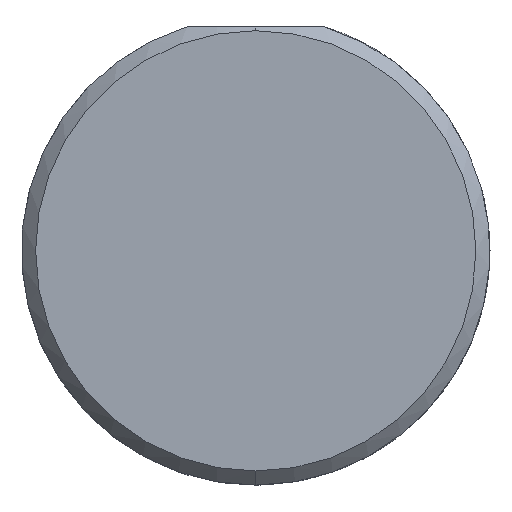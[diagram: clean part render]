
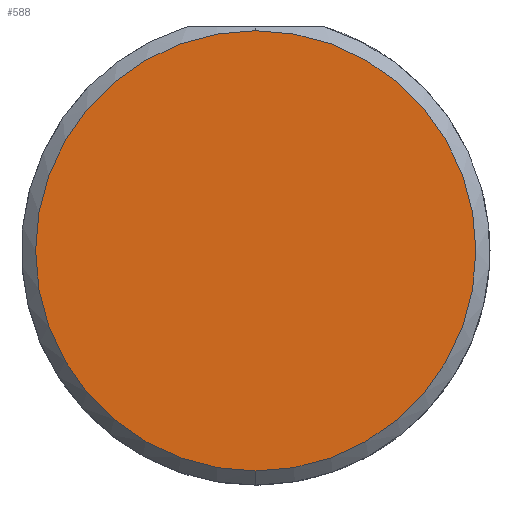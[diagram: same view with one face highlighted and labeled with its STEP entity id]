
A CAD part, left-side view. The second image highlights one B-rep face of the part: STEP entity #588.
In plain terms, the highlighted planar face has unit normal (-1, 0, 0).
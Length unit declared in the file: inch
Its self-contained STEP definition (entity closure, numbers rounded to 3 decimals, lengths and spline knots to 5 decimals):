
#116 = EDGE_CURVE ( 'NONE', #414, #769, #373, .T. ) ;
#167 = CARTESIAN_POINT ( 'NONE',  ( 0., 0., -0.23485 ) ) ;
#206 = CARTESIAN_POINT ( 'NONE',  ( 0., 0., 0.23485 ) ) ;
#219 = CARTESIAN_POINT ( 'NONE',  ( 0., 0., 0. ) ) ;
#254 = ORIENTED_EDGE ( 'NONE', *, *, #116, .T. ) ;
#282 = CARTESIAN_POINT ( 'NONE',  ( 0., 0., 0. ) ) ;
#299 = DIRECTION ( 'NONE',  ( 0., 0., -1. ) ) ;
#367 = AXIS2_PLACEMENT_3D ( 'NONE', #219, #860, #794 ) ;
#373 = CIRCLE ( 'NONE', #873, 0.23485 ) ;
#414 = VERTEX_POINT ( 'NONE', #167 ) ;
#477 = ORIENTED_EDGE ( 'NONE', *, *, #747, .T. ) ;
#489 = CIRCLE ( 'NONE', #367, 0.23485 ) ;
#500 = AXIS2_PLACEMENT_3D ( 'NONE', #870, #651, #299 ) ;
#575 = DIRECTION ( 'NONE',  ( -1., 0., 0. ) ) ;
#588 = ADVANCED_FACE ( 'NONE', ( #732 ), #721, .F. ) ;
#651 = DIRECTION ( 'NONE',  ( 1., 0., 0. ) ) ;
#721 = PLANE ( 'NONE',  #500 ) ;
#732 = FACE_OUTER_BOUND ( 'NONE', #771, .T. ) ;
#747 = EDGE_CURVE ( 'NONE', #769, #414, #489, .T. ) ;
#769 = VERTEX_POINT ( 'NONE', #206 ) ;
#771 = EDGE_LOOP ( 'NONE', ( #254, #477 ) ) ;
#794 = DIRECTION ( 'NONE',  ( 0., 0., -1. ) ) ;
#859 = DIRECTION ( 'NONE',  ( 0., 0., -1. ) ) ;
#860 = DIRECTION ( 'NONE',  ( -1., 0., 0. ) ) ;
#870 = CARTESIAN_POINT ( 'NONE',  ( 0., 0., 0. ) ) ;
#873 = AXIS2_PLACEMENT_3D ( 'NONE', #282, #575, #859 ) ;
